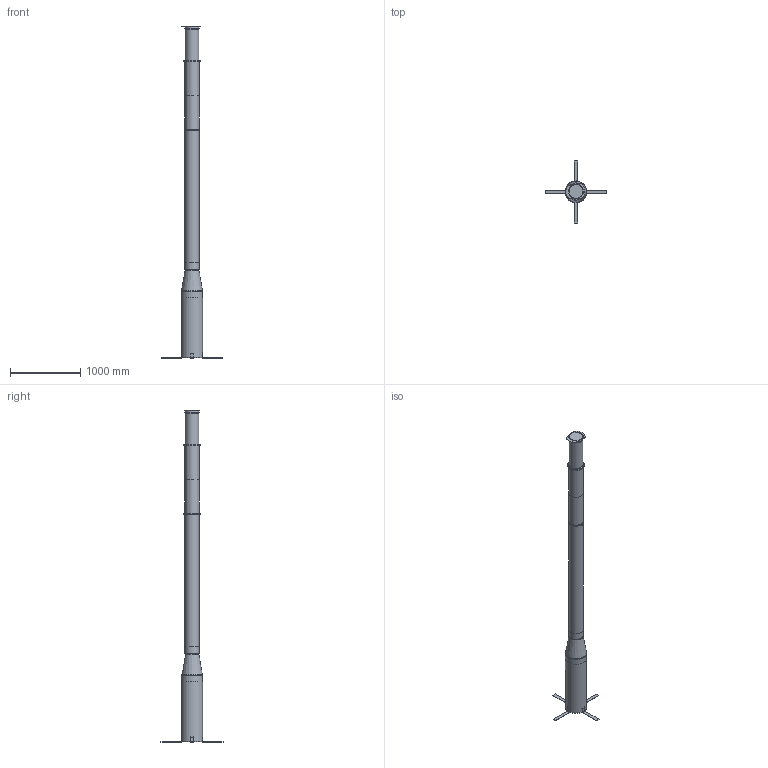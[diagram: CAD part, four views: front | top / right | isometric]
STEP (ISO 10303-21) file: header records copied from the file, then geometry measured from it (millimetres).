
FILE_DESCRIPTION((''),'2;1');
FILE_NAME('4009003016173-Airpillar d200.stp','2014-02-12T16:05:15',('praktikant'),(''),'Autodesk Inventor 2013','Autodesk Inventor 2013','');
FILE_SCHEMA(('AUTOMOTIVE_DESIGN { 1 0 10303 214 1 1 1 1 }'));
Length unit declared in the file: millimetre
Products named in the file (20): 4009003016173-Airpillar d200; 4009003016205-Air-Pillar d200-Fuß; 4009003016205-Air-Pillar d200-Fuß1; 4009003016205-Air-Pillar d200-Fuß2; DIN 933 - ersetzt durch DIN EN 24017 M10  x 20; DIN 934 - ersetzt durch DIN EN 24032/28673/28674 M10; 4009003016206-Pos 2-Lochblech; 4009003016207-Air-Pillar d200-Pos3-Konus; 4009003016207-Ring d296; 4009003016207-Ring d200; 4009003016207-Konus; 4010014015683-Rohr d201x1; 4010014015840 Schieberohr d200; 4010014015683-Rohr d201x1-Schiebe außen; 4010014015683-Rohr d195,5x1-Schiebe innen; Gummimanschette d200; 4010004015665-Schiebedeckel Airpillar d200; Spannringreif; DIN 933 - ersetzt durch DIN EN 24017 M6  x 20; DIN 934 - ersetzt durch DIN EN 24032/28673/28674 M6
Assembly tree (21 placements, depth 3):
  4009003016173-Airpillar d200
    4009003016205-Air-Pillar d200-Fuß
      4009003016205-Air-Pillar d200-Fuß1
      4009003016205-Air-Pillar d200-Fuß2
      DIN 933 - ersetzt durch DIN EN 24017 M10  x 20
      DIN 934 - ersetzt durch DIN EN 24032/28673/28674 M10
    4009003016206-Pos 2-Lochblech
    4009003016207-Air-Pillar d200-Pos3-Konus
      4009003016207-Ring d296
      4009003016207-Ring d200
      4009003016207-Konus
    4010014015683-Rohr d201x1
    4010014015840 Schieberohr d200
      4010014015683-Rohr d201x1-Schiebe außen
      4010014015683-Rohr d195,5x1-Schiebe innen
      Gummimanschette d200
    4010004015665-Schiebedeckel Airpillar d200
    Spannringreif
    DIN 933 - ersetzt durch DIN EN 24017 M6  x 20  x2
    DIN 934 - ersetzt durch DIN EN 24032/28673/28674 M6  x2
Bounding box: 876 x 884 x 4732.92 mm (x, y, z)
Volume: 4501839.7 mm3; surface area: 8102798.4 mm2
Topology: 18 solids, 18 shells, 373 faces, 756 edges, 430 vertices
Faces by surface type: plane 191, cylinder 79, cone 56, torus 43, bspline 4
Full cylindrical faces by diameter (mm): 4.917 x2, 5.459 x2, 6 x2, 6.5 x2, 8.376 x1, 8.7 x2, 9.188 x1, 10 x1, 15.4 x1, 193.5 x1, 195.5 x2, 197.24 x1, 199 x3, 201 x2, 201.9 x1, 203.16 x1, 211.5 x1, 213 x5, 213.4 x1, 215.16 x1, 217.9 x1, 233.9 x1, 235.5 x2, 294.24 x1, 296 x1, 298.5 x1, 300.16 x1, 300.5 x1, 310 x1, 310.4 x1
Entity records: 8807 total; most frequent: CARTESIAN_POINT 1564, DIRECTION 1504, ORIENTED_EDGE 1160, AXIS2_PLACEMENT_3D 604, EDGE_CURVE 580, EDGE_LOOP 492, VERTEX_POINT 384, FACE_OUTER_BOUND 339
